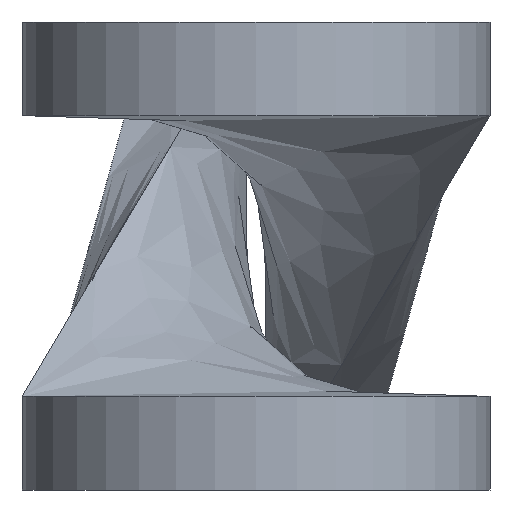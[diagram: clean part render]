
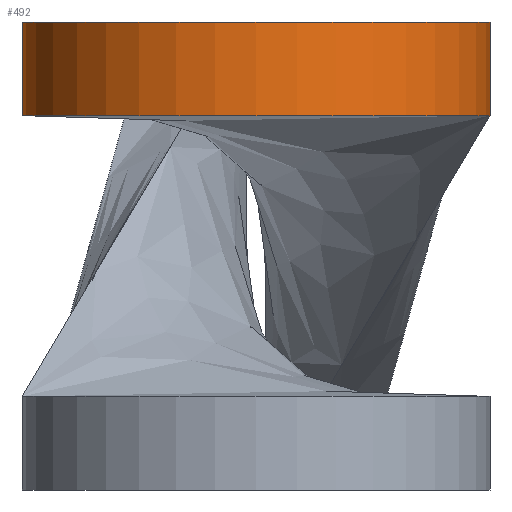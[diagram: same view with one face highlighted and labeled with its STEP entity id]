
A CAD part, front view. The second image highlights one B-rep face of the part: STEP entity #492.
In plain terms, the highlighted cylindrical face has radius 25.4 mm (diameter 50.8 mm), a partial arc.
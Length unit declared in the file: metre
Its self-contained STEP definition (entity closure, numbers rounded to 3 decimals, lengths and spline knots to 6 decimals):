
#22=CYLINDRICAL_SURFACE('',#552,0.0254);
#31=CIRCLE('',#547,0.0254);
#33=CIRCLE('',#551,0.0254);
#66=ORIENTED_EDGE('',*,*,#192,.F.);
#67=ORIENTED_EDGE('',*,*,#181,.F.);
#68=ORIENTED_EDGE('',*,*,#185,.F.);
#69=ORIENTED_EDGE('',*,*,#189,.F.);
#181=EDGE_CURVE('',#246,#248,#289,.T.);
#185=EDGE_CURVE('',#251,#246,#31,.F.);
#189=EDGE_CURVE('',#254,#251,#295,.F.);
#192=EDGE_CURVE('',#248,#254,#33,.F.);
#246=VERTEX_POINT('',#726);
#248=VERTEX_POINT('',#729);
#251=VERTEX_POINT('',#737);
#254=VERTEX_POINT('',#744);
#289=LINE('',#728,#337);
#295=LINE('',#745,#343);
#337=VECTOR('',#592,1.);
#343=VECTOR('',#606,1.);
#390=EDGE_LOOP('',(#66,#67,#68,#69));
#434=FACE_BOUND('',#390,.T.);
#492=ADVANCED_FACE('',(#434),#22,.T.);
#547=AXIS2_PLACEMENT_3D('',#736,#599,#600);
#551=AXIS2_PLACEMENT_3D('',#750,#612,#613);
#552=AXIS2_PLACEMENT_3D('',#752,#615,#616);
#592=DIRECTION('',(0.,0.,-1.));
#599=DIRECTION('',(0.,0.,-1.));
#600=DIRECTION('',(-1.,0.,0.));
#606=DIRECTION('',(0.,0.,-1.));
#612=DIRECTION('',(0.,0.,1.));
#613=DIRECTION('',(1.,0.,0.));
#615=DIRECTION('',(0.,0.,1.));
#616=DIRECTION('',(1.,0.,0.));
#726=CARTESIAN_POINT('',(0.0254,-0.1397,0.0254));
#728=CARTESIAN_POINT('',(0.0254,-0.1397,0.));
#729=CARTESIAN_POINT('',(0.0254,-0.1397,0.01524));
#736=CARTESIAN_POINT('',(0.,-0.1397,0.0254));
#737=CARTESIAN_POINT('',(-0.0254,-0.1397,0.0254));
#744=CARTESIAN_POINT('',(-0.0254,-0.1397,0.01524));
#745=CARTESIAN_POINT('',(-0.0254,-0.1397,0.0254));
#750=CARTESIAN_POINT('',(0.,-0.1397,0.01524));
#752=CARTESIAN_POINT('',(0.,-0.1397,0.));
